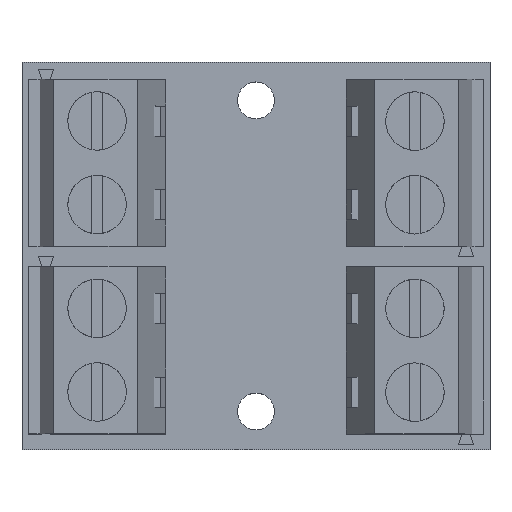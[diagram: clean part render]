
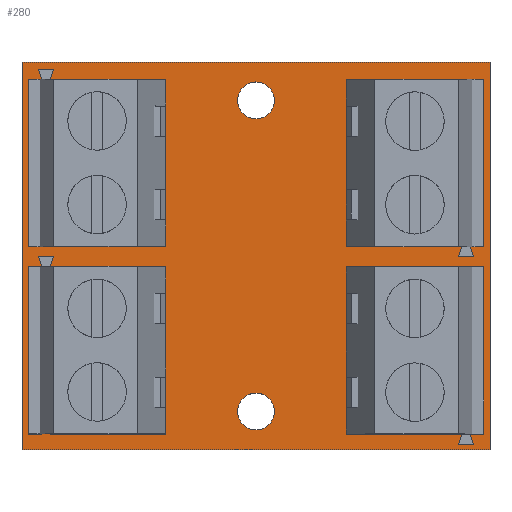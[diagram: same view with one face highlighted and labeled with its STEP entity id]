
A CAD part, top view. The second image highlights one B-rep face of the part: STEP entity #280.
In plain terms, the highlighted planar face has unit normal (0, 0, 1).
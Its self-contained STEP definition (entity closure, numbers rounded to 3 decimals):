
#58 = VERTEX_POINT('',#59);
#59 = CARTESIAN_POINT('',(27.987,33.987,1.6
    ));
#65 = EDGE_CURVE('',#58,#66,#68,.T.);
#66 = VERTEX_POINT('',#67);
#67 = CARTESIAN_POINT('',(27.987,10.813,1.6
    ));
#68 = LINE('',#69,#70);
#69 = CARTESIAN_POINT('',(27.987,33.987,1.6
    ));
#70 = VECTOR('',#71,1.);
#71 = DIRECTION('',(0.,-1.,0.));
#98 = VERTEX_POINT('',#99);
#99 = CARTESIAN_POINT('',(0.013,33.987,
    1.6));
#105 = EDGE_CURVE('',#98,#58,#106,.T.);
#106 = LINE('',#107,#108);
#107 = CARTESIAN_POINT('',(0.013,33.987,
    1.6));
#108 = VECTOR('',#109,1.);
#109 = DIRECTION('',(1.,0.,0.));
#127 = EDGE_CURVE('',#66,#128,#130,.T.);
#128 = VERTEX_POINT('',#129);
#129 = CARTESIAN_POINT('',(0.013,10.813,
    1.6));
#130 = LINE('',#131,#132);
#131 = CARTESIAN_POINT('',(27.987,10.813,
    1.6));
#132 = VECTOR('',#133,1.);
#133 = DIRECTION('',(-1.,0.,0.));
#280 = ADVANCED_FACE('',(#281,#292,#303,#314,#325,#336,#347,#358,#369,
    #380,#391),#402,.F.);
#281 = FACE_BOUND('',#282,.F.);
#282 = EDGE_LOOP('',(#283,#284,#285,#291));
#283 = ORIENTED_EDGE('',*,*,#65,.T.);
#284 = ORIENTED_EDGE('',*,*,#127,.T.);
#285 = ORIENTED_EDGE('',*,*,#286,.T.);
#286 = EDGE_CURVE('',#128,#98,#287,.T.);
#287 = LINE('',#288,#289);
#288 = CARTESIAN_POINT('',(0.013,10.813,
    1.6));
#289 = VECTOR('',#290,1.);
#290 = DIRECTION('',(0.,1.,0.));
#291 = ORIENTED_EDGE('',*,*,#105,.T.);
#292 = FACE_BOUND('',#293,.F.);
#293 = EDGE_LOOP('',(#294));
#294 = ORIENTED_EDGE('',*,*,#295,.T.);
#295 = EDGE_CURVE('',#296,#296,#298,.T.);
#296 = VERTEX_POINT('',#297);
#297 = CARTESIAN_POINT('',(24.05,14.25,
    1.6));
#298 = CIRCLE('',#299,0.55);
#299 = AXIS2_PLACEMENT_3D('',#300,#301,#302);
#300 = CARTESIAN_POINT('',(23.5,14.25,
    1.6));
#301 = DIRECTION('',(0.,0.,1.));
#302 = DIRECTION('',(1.,0.,-0.));
#303 = FACE_BOUND('',#304,.F.);
#304 = EDGE_LOOP('',(#305));
#305 = ORIENTED_EDGE('',*,*,#306,.T.);
#306 = EDGE_CURVE('',#307,#307,#309,.T.);
#307 = VERTEX_POINT('',#308);
#308 = CARTESIAN_POINT('',(24.05,19.25,
    1.6));
#309 = CIRCLE('',#310,0.55);
#310 = AXIS2_PLACEMENT_3D('',#311,#312,#313);
#311 = CARTESIAN_POINT('',(23.5,19.25,
    1.6));
#312 = DIRECTION('',(0.,0.,1.));
#313 = DIRECTION('',(1.,0.,-0.));
#314 = FACE_BOUND('',#315,.F.);
#315 = EDGE_LOOP('',(#316));
#316 = ORIENTED_EDGE('',*,*,#317,.T.);
#317 = EDGE_CURVE('',#318,#318,#320,.T.);
#318 = VERTEX_POINT('',#319);
#319 = CARTESIAN_POINT('',(15.1,13.1,1.6));
#320 = CIRCLE('',#321,1.1);
#321 = AXIS2_PLACEMENT_3D('',#322,#323,#324);
#322 = CARTESIAN_POINT('',(14.,13.1,1.6));
#323 = DIRECTION('',(0.,0.,1.));
#324 = DIRECTION('',(1.,0.,-0.));
#325 = FACE_BOUND('',#326,.F.);
#326 = EDGE_LOOP('',(#327));
#327 = ORIENTED_EDGE('',*,*,#328,.T.);
#328 = EDGE_CURVE('',#329,#329,#331,.T.);
#329 = VERTEX_POINT('',#330);
#330 = CARTESIAN_POINT('',(5.05,14.25,1.6
    ));
#331 = CIRCLE('',#332,0.55);
#332 = AXIS2_PLACEMENT_3D('',#333,#334,#335);
#333 = CARTESIAN_POINT('',(4.5,14.25,1.6)
  );
#334 = DIRECTION('',(0.,0.,1.));
#335 = DIRECTION('',(1.,0.,-0.));
#336 = FACE_BOUND('',#337,.F.);
#337 = EDGE_LOOP('',(#338));
#338 = ORIENTED_EDGE('',*,*,#339,.T.);
#339 = EDGE_CURVE('',#340,#340,#342,.T.);
#340 = VERTEX_POINT('',#341);
#341 = CARTESIAN_POINT('',(5.05,19.25,1.6
    ));
#342 = CIRCLE('',#343,0.55);
#343 = AXIS2_PLACEMENT_3D('',#344,#345,#346);
#344 = CARTESIAN_POINT('',(4.5,19.25,1.6)
  );
#345 = DIRECTION('',(0.,0.,1.));
#346 = DIRECTION('',(1.,0.,-0.));
#347 = FACE_BOUND('',#348,.F.);
#348 = EDGE_LOOP('',(#349));
#349 = ORIENTED_EDGE('',*,*,#350,.T.);
#350 = EDGE_CURVE('',#351,#351,#353,.T.);
#351 = VERTEX_POINT('',#352);
#352 = CARTESIAN_POINT('',(24.05,25.45,
    1.6));
#353 = CIRCLE('',#354,0.55);
#354 = AXIS2_PLACEMENT_3D('',#355,#356,#357);
#355 = CARTESIAN_POINT('',(23.5,25.45,
    1.6));
#356 = DIRECTION('',(0.,0.,1.));
#357 = DIRECTION('',(1.,0.,-0.));
#358 = FACE_BOUND('',#359,.F.);
#359 = EDGE_LOOP('',(#360));
#360 = ORIENTED_EDGE('',*,*,#361,.T.);
#361 = EDGE_CURVE('',#362,#362,#364,.T.);
#362 = VERTEX_POINT('',#363);
#363 = CARTESIAN_POINT('',(24.05,30.45,
    1.6));
#364 = CIRCLE('',#365,0.55);
#365 = AXIS2_PLACEMENT_3D('',#366,#367,#368);
#366 = CARTESIAN_POINT('',(23.5,30.45,
    1.6));
#367 = DIRECTION('',(0.,0.,1.));
#368 = DIRECTION('',(1.,0.,-0.));
#369 = FACE_BOUND('',#370,.F.);
#370 = EDGE_LOOP('',(#371));
#371 = ORIENTED_EDGE('',*,*,#372,.T.);
#372 = EDGE_CURVE('',#373,#373,#375,.T.);
#373 = VERTEX_POINT('',#374);
#374 = CARTESIAN_POINT('',(5.05,25.45,1.6
    ));
#375 = CIRCLE('',#376,0.55);
#376 = AXIS2_PLACEMENT_3D('',#377,#378,#379);
#377 = CARTESIAN_POINT('',(4.5,25.45,1.6)
  );
#378 = DIRECTION('',(0.,0.,1.));
#379 = DIRECTION('',(1.,0.,-0.));
#380 = FACE_BOUND('',#381,.F.);
#381 = EDGE_LOOP('',(#382));
#382 = ORIENTED_EDGE('',*,*,#383,.T.);
#383 = EDGE_CURVE('',#384,#384,#386,.T.);
#384 = VERTEX_POINT('',#385);
#385 = CARTESIAN_POINT('',(15.1,31.7,1.6));
#386 = CIRCLE('',#387,1.1);
#387 = AXIS2_PLACEMENT_3D('',#388,#389,#390);
#388 = CARTESIAN_POINT('',(14.,31.7,1.6));
#389 = DIRECTION('',(0.,0.,1.));
#390 = DIRECTION('',(1.,0.,-0.));
#391 = FACE_BOUND('',#392,.F.);
#392 = EDGE_LOOP('',(#393));
#393 = ORIENTED_EDGE('',*,*,#394,.T.);
#394 = EDGE_CURVE('',#395,#395,#397,.T.);
#395 = VERTEX_POINT('',#396);
#396 = CARTESIAN_POINT('',(5.05,30.45,1.6
    ));
#397 = CIRCLE('',#398,0.55);
#398 = AXIS2_PLACEMENT_3D('',#399,#400,#401);
#399 = CARTESIAN_POINT('',(4.5,30.45,1.6)
  );
#400 = DIRECTION('',(0.,0.,1.));
#401 = DIRECTION('',(1.,0.,-0.));
#402 = PLANE('',#403);
#403 = AXIS2_PLACEMENT_3D('',#404,#405,#406);
#404 = CARTESIAN_POINT('',(14.,22.4,
    1.6));
#405 = DIRECTION('',(-0.,-0.,-1.));
#406 = DIRECTION('',(-1.,0.,0.));
